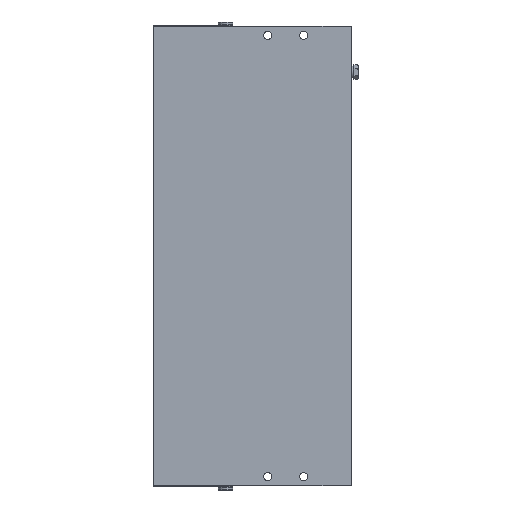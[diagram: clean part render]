
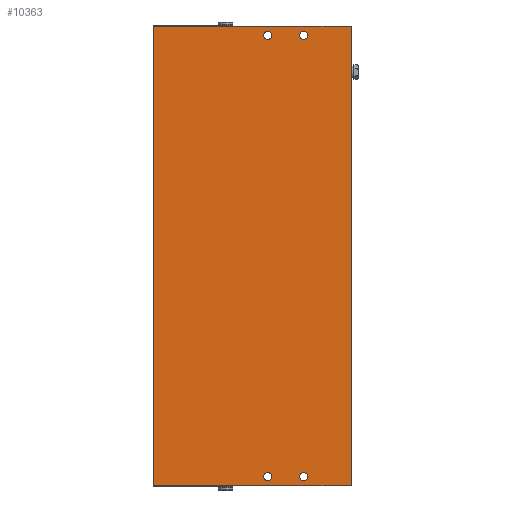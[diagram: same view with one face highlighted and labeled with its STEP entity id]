
A CAD part, front view. The second image highlights one B-rep face of the part: STEP entity #10363.
In plain terms, the highlighted planar face has unit normal (0, -1, 0).
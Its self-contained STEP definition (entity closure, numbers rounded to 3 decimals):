
#683=LINE('',#16834,#1298);
#697=LINE('',#16910,#1312);
#698=LINE('',#16920,#1313);
#699=LINE('',#16922,#1314);
#1298=VECTOR('',#13320,1000.);
#1312=VECTOR('',#13364,1000.);
#1313=VECTOR('',#13375,1000.);
#1314=VECTOR('',#13376,1000.);
#2147=ORIENTED_EDGE('',*,*,#4758,.T.);
#2148=ORIENTED_EDGE('',*,*,#4759,.T.);
#2149=ORIENTED_EDGE('',*,*,#4760,.T.);
#2150=ORIENTED_EDGE('',*,*,#4761,.T.);
#2151=ORIENTED_EDGE('',*,*,#4762,.T.);
#2152=ORIENTED_EDGE('',*,*,#4763,.F.);
#2153=ORIENTED_EDGE('',*,*,#4731,.F.);
#2154=ORIENTED_EDGE('',*,*,#4757,.T.);
#4731=EDGE_CURVE('',#6040,#6027,#683,.T.);
#4757=EDGE_CURVE('',#6040,#6061,#697,.T.);
#4758=EDGE_CURVE('',#6062,#6062,#6962,.T.);
#4759=EDGE_CURVE('',#6063,#6063,#6963,.T.);
#4760=EDGE_CURVE('',#6064,#6064,#6964,.T.);
#4761=EDGE_CURVE('',#6065,#6065,#6965,.T.);
#4762=EDGE_CURVE('',#6061,#6066,#698,.T.);
#4763=EDGE_CURVE('',#6027,#6066,#699,.T.);
#6027=VERTEX_POINT('',#16807);
#6040=VERTEX_POINT('',#16833);
#6061=VERTEX_POINT('',#16909);
#6062=VERTEX_POINT('',#16913);
#6063=VERTEX_POINT('',#16915);
#6064=VERTEX_POINT('',#16917);
#6065=VERTEX_POINT('',#16919);
#6066=VERTEX_POINT('',#16921);
#6962=CIRCLE('',#11611,2.25);
#6963=CIRCLE('',#11612,2.25);
#6964=CIRCLE('',#11613,2.25);
#6965=CIRCLE('',#11614,2.25);
#7584=EDGE_LOOP('',(#2147));
#7585=EDGE_LOOP('',(#2148));
#7586=EDGE_LOOP('',(#2149));
#7587=EDGE_LOOP('',(#2150));
#7588=EDGE_LOOP('',(#2151,#2152,#2153,#2154));
#8883=FACE_BOUND('',#7584,.T.);
#8884=FACE_BOUND('',#7585,.T.);
#8885=FACE_BOUND('',#7586,.T.);
#8886=FACE_BOUND('',#7587,.T.);
#8887=FACE_BOUND('',#7588,.T.);
#10024=PLANE('',#11610);
#10363=ADVANCED_FACE('',(#8883,#8884,#8885,#8886,#8887),#10024,.F.);
#11610=AXIS2_PLACEMENT_3D('',#16911,#13365,#13366);
#11611=AXIS2_PLACEMENT_3D('',#16912,#13367,#13368);
#11612=AXIS2_PLACEMENT_3D('',#16914,#13369,#13370);
#11613=AXIS2_PLACEMENT_3D('',#16916,#13371,#13372);
#11614=AXIS2_PLACEMENT_3D('',#16918,#13373,#13374);
#13320=DIRECTION('',(1.,0.,0.));
#13364=DIRECTION('',(0.,0.,-1.));
#13365=DIRECTION('',(0.,1.,0.));
#13366=DIRECTION('',(0.,0.,1.));
#13367=DIRECTION('',(0.,1.,0.));
#13368=DIRECTION('',(0.,0.,1.));
#13369=DIRECTION('',(0.,1.,0.));
#13370=DIRECTION('',(0.,0.,1.));
#13371=DIRECTION('',(0.,1.,0.));
#13372=DIRECTION('',(0.,0.,1.));
#13373=DIRECTION('',(0.,1.,0.));
#13374=DIRECTION('',(0.,0.,1.));
#13375=DIRECTION('',(1.,0.,0.));
#13376=DIRECTION('',(0.,0.,-1.));
#16807=CARTESIAN_POINT('',(110.,-33.8,256.));
#16833=CARTESIAN_POINT('',(0.,-33.8,256.));
#16834=CARTESIAN_POINT('',(0.,-33.8,256.));
#16909=CARTESIAN_POINT('',(0.,-33.8,0.));
#16910=CARTESIAN_POINT('',(0.,-33.8,256.));
#16911=CARTESIAN_POINT('',(0.,-33.8,256.));
#16912=CARTESIAN_POINT('',(46.5,-33.8,5.));
#16913=CARTESIAN_POINT('',(46.5,-33.8,7.25));
#16914=CARTESIAN_POINT('',(26.5,-33.8,251.));
#16915=CARTESIAN_POINT('',(26.5,-33.8,253.25));
#16916=CARTESIAN_POINT('',(46.5,-33.8,251.));
#16917=CARTESIAN_POINT('',(46.5,-33.8,253.25));
#16918=CARTESIAN_POINT('',(26.5,-33.8,5.));
#16919=CARTESIAN_POINT('',(26.5,-33.8,7.25));
#16920=CARTESIAN_POINT('',(0.,-33.8,0.));
#16921=CARTESIAN_POINT('',(110.,-33.8,0.));
#16922=CARTESIAN_POINT('',(110.,-33.8,256.));
